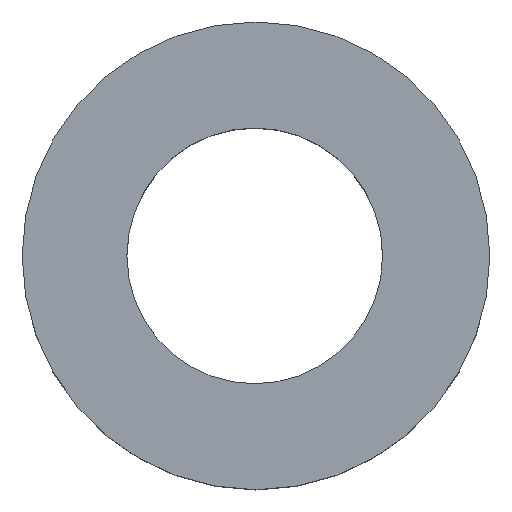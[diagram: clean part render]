
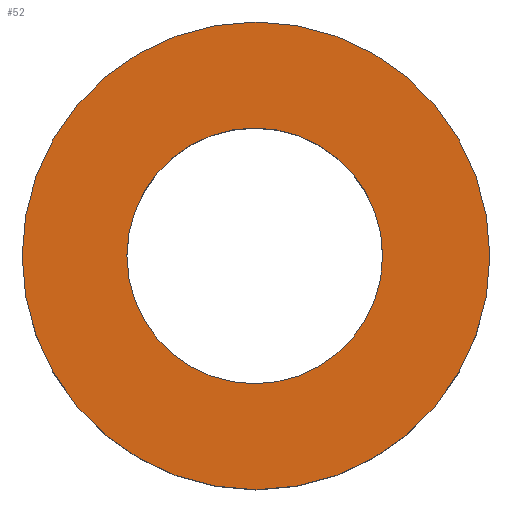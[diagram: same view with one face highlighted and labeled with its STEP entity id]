
A CAD part, top view. The second image highlights one B-rep face of the part: STEP entity #52.
In plain terms, the highlighted planar face has unit normal (0, 0, 1).
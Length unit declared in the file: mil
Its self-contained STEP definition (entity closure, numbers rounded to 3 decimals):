
#20 = ORIENTED_EDGE ( 'NONE', *, *, #198, .T. ) ;
#30 = DIRECTION ( 'NONE',  ( -1., 0., 0. ) ) ;
#32 = CARTESIAN_POINT ( 'NONE',  ( 0., 0., 127.953 ) ) ;
#41 = DIRECTION ( 'NONE',  ( 1., 0., 0. ) ) ;
#52 = ADVANCED_FACE ( 'NONE', ( #116, #313 ), #164, .T. ) ;
#59 = CARTESIAN_POINT ( 'NONE',  ( 188.603, 0., 127.953 ) ) ;
#64 = VERTEX_POINT ( 'NONE', #258 ) ;
#67 = DIRECTION ( 'NONE',  ( 1., 0., 0. ) ) ;
#70 = CIRCLE ( 'NONE', #220, 102.559 ) ;
#76 = VERTEX_POINT ( 'NONE', #216 ) ;
#86 = CARTESIAN_POINT ( 'NONE',  ( 1.004, 0., 127.953 ) ) ;
#93 = CARTESIAN_POINT ( 'NONE',  ( 1.004, 0., 127.953 ) ) ;
#99 = CARTESIAN_POINT ( 'NONE',  ( -102.559, 0., 127.953 ) ) ;
#116 = FACE_BOUND ( 'NONE', #194, .T. ) ;
#126 = CIRCLE ( 'NONE', #150, 187.598 ) ;
#142 = DIRECTION ( 'NONE',  ( 0., 0., -1. ) ) ;
#143 = ORIENTED_EDGE ( 'NONE', *, *, #274, .T. ) ;
#147 = DIRECTION ( 'NONE',  ( -1., 0., 0. ) ) ;
#150 = AXIS2_PLACEMENT_3D ( 'NONE', #183, #152, #231 ) ;
#152 = DIRECTION ( 'NONE',  ( 0., 0., 1. ) ) ;
#153 = EDGE_CURVE ( 'NONE', #184, #64, #240, .T. ) ;
#159 = ORIENTED_EDGE ( 'NONE', *, *, #153, .T. ) ;
#162 = CIRCLE ( 'NONE', #267, 187.598 ) ;
#164 = PLANE ( 'NONE',  #235 ) ;
#171 = DIRECTION ( 'NONE',  ( 0., 0., -1. ) ) ;
#183 = CARTESIAN_POINT ( 'NONE',  ( 1.004, 0., 127.953 ) ) ;
#184 = VERTEX_POINT ( 'NONE', #99 ) ;
#190 = DIRECTION ( 'NONE',  ( 0., 0., 1. ) ) ;
#194 = EDGE_LOOP ( 'NONE', ( #159, #20 ) ) ;
#198 = EDGE_CURVE ( 'NONE', #64, #184, #70, .T. ) ;
#209 = AXIS2_PLACEMENT_3D ( 'NONE', #294, #171, #30 ) ;
#216 = CARTESIAN_POINT ( 'NONE',  ( -186.594, 0., 127.953 ) ) ;
#220 = AXIS2_PLACEMENT_3D ( 'NONE', #32, #142, #147 ) ;
#229 = ORIENTED_EDGE ( 'NONE', *, *, #266, .T. ) ;
#231 = DIRECTION ( 'NONE',  ( 1., 0., 0. ) ) ;
#235 = AXIS2_PLACEMENT_3D ( 'NONE', #93, #190, #67 ) ;
#240 = CIRCLE ( 'NONE', #209, 102.559 ) ;
#242 = EDGE_LOOP ( 'NONE', ( #229, #143 ) ) ;
#258 = CARTESIAN_POINT ( 'NONE',  ( 102.559, 0., 127.953 ) ) ;
#266 = EDGE_CURVE ( 'NONE', #76, #281, #126, .T. ) ;
#267 = AXIS2_PLACEMENT_3D ( 'NONE', #86, #280, #41 ) ;
#274 = EDGE_CURVE ( 'NONE', #281, #76, #162, .T. ) ;
#280 = DIRECTION ( 'NONE',  ( 0., 0., 1. ) ) ;
#281 = VERTEX_POINT ( 'NONE', #59 ) ;
#294 = CARTESIAN_POINT ( 'NONE',  ( 0., 0., 127.953 ) ) ;
#313 = FACE_OUTER_BOUND ( 'NONE', #242, .T. ) ;
